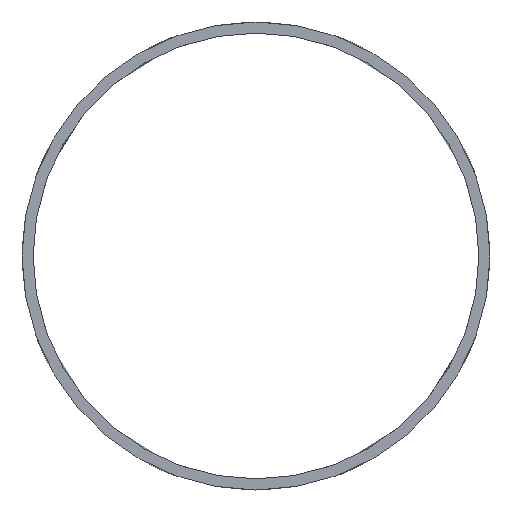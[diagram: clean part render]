
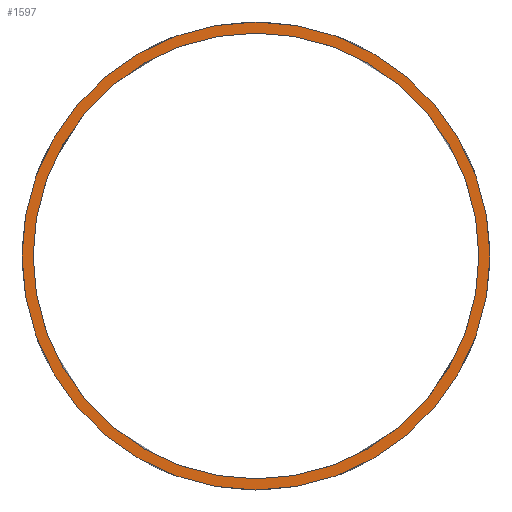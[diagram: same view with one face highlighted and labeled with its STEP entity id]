
A CAD part, front view. The second image highlights one B-rep face of the part: STEP entity #1597.
In plain terms, the highlighted planar face has unit normal (0, -1, 0).
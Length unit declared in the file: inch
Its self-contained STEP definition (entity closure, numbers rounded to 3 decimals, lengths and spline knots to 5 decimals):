
#9 = VERTEX_POINT ( 'NONE', #712 ) ;
#11 = CIRCLE ( 'NONE', #416, 2.19 ) ;
#140 = ORIENTED_EDGE ( 'NONE', *, *, #722, .F. ) ;
#182 = DIRECTION ( 'NONE',  ( 0., 1., 0. ) ) ;
#250 = ORIENTED_EDGE ( 'NONE', *, *, #673, .F. ) ;
#264 = DIRECTION ( 'NONE',  ( 0., 0., 1. ) ) ;
#277 = FACE_BOUND ( 'NONE', #1095, .T. ) ;
#312 = EDGE_LOOP ( 'NONE', ( #250, #140 ) ) ;
#335 = CARTESIAN_POINT ( 'NONE',  ( 0., 13.875, 0. ) ) ;
#356 = CARTESIAN_POINT ( 'NONE',  ( 0., 13.875, 0. ) ) ;
#373 = AXIS2_PLACEMENT_3D ( 'NONE', #356, #515, #2126 ) ;
#376 = CIRCLE ( 'NONE', #1857, 2.086 ) ;
#416 = AXIS2_PLACEMENT_3D ( 'NONE', #1940, #182, #891 ) ;
#426 = VERTEX_POINT ( 'NONE', #1662 ) ;
#515 = DIRECTION ( 'NONE',  ( 0., 1., 0. ) ) ;
#555 = VERTEX_POINT ( 'NONE', #655 ) ;
#601 = CIRCLE ( 'NONE', #373, 2.086 ) ;
#616 = DIRECTION ( 'NONE',  ( 0., 1., 0. ) ) ;
#655 = CARTESIAN_POINT ( 'NONE',  ( 0., 13.875, -2.086 ) ) ;
#660 = EDGE_CURVE ( 'NONE', #1290, #555, #601, .T. ) ;
#662 = CARTESIAN_POINT ( 'NONE',  ( 0., 13.875, 0. ) ) ;
#673 = EDGE_CURVE ( 'NONE', #9, #426, #2265, .T. ) ;
#712 = CARTESIAN_POINT ( 'NONE',  ( 0., 13.875, -2.19 ) ) ;
#722 = EDGE_CURVE ( 'NONE', #426, #9, #11, .T. ) ;
#836 = DIRECTION ( 'NONE',  ( 0., 1., 0. ) ) ;
#891 = DIRECTION ( 'NONE',  ( 0., 0., 1. ) ) ;
#923 = ORIENTED_EDGE ( 'NONE', *, *, #1908, .T. ) ;
#1095 = EDGE_LOOP ( 'NONE', ( #923, #2059 ) ) ;
#1260 = AXIS2_PLACEMENT_3D ( 'NONE', #335, #2116, #1765 ) ;
#1290 = VERTEX_POINT ( 'NONE', #1719 ) ;
#1317 = CARTESIAN_POINT ( 'NONE',  ( 0., 13.875, 0. ) ) ;
#1492 = FACE_OUTER_BOUND ( 'NONE', #312, .T. ) ;
#1597 = ADVANCED_FACE ( 'NONE', ( #1492, #277 ), #1700, .F. ) ;
#1662 = CARTESIAN_POINT ( 'NONE',  ( 0., 13.875, 2.19 ) ) ;
#1700 = PLANE ( 'NONE',  #2231 ) ;
#1719 = CARTESIAN_POINT ( 'NONE',  ( 0., 13.875, 2.086 ) ) ;
#1765 = DIRECTION ( 'NONE',  ( 0., 0., 1. ) ) ;
#1857 = AXIS2_PLACEMENT_3D ( 'NONE', #662, #836, #2078 ) ;
#1908 = EDGE_CURVE ( 'NONE', #555, #1290, #376, .T. ) ;
#1940 = CARTESIAN_POINT ( 'NONE',  ( 0., 13.875, 0. ) ) ;
#2059 = ORIENTED_EDGE ( 'NONE', *, *, #660, .T. ) ;
#2078 = DIRECTION ( 'NONE',  ( 0., 0., 1. ) ) ;
#2116 = DIRECTION ( 'NONE',  ( 0., 1., 0. ) ) ;
#2126 = DIRECTION ( 'NONE',  ( 0., 0., 1. ) ) ;
#2231 = AXIS2_PLACEMENT_3D ( 'NONE', #1317, #616, #264 ) ;
#2265 = CIRCLE ( 'NONE', #1260, 2.19 ) ;
